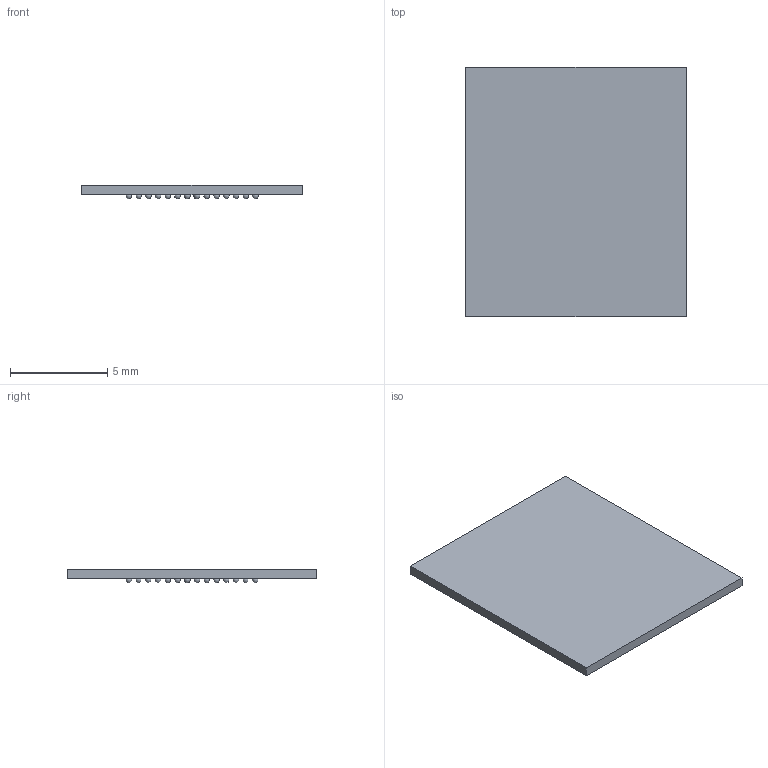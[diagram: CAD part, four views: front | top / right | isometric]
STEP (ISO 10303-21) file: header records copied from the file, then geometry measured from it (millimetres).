
FILE_DESCRIPTION(('FreeCAD Model'),'2;1');
FILE_NAME('SDINBDG4.step', '2020-07-03T11:40:22',('Author'),(''), 'Open CASCADE STEP processor 7.3','FreeCAD','Unknown');
FILE_SCHEMA(('AUTOMOTIVE_DESIGN { 1 0 10303 214 1 1 1 1 }'));
Length unit declared in the file: millimetre
Products named in the file (8): Array005; Array004; Array003; Array002; Sphere002; Array001; Array; Body
Bounding box: 11.3 x 12.8 x 0.7 mm (x, y, z)
Volume: 74.5 mm3; surface area: 356.6 mm2
Topology: 154 solids, 154 shells, 159 faces, 471 edges, 314 vertices
Faces by surface type: sphere 153, plane 6
Entity records: 3622 total; most frequent: CARTESIAN_POINT 357, DIRECTION 356, VERTEX_POINT 161, AXIS2_PLACEMENT_3D 160, ADVANCED_FACE 159, FACE_BOUND 159, MANIFOLD_SOLID_BREP 154, CLOSED_SHELL 154
